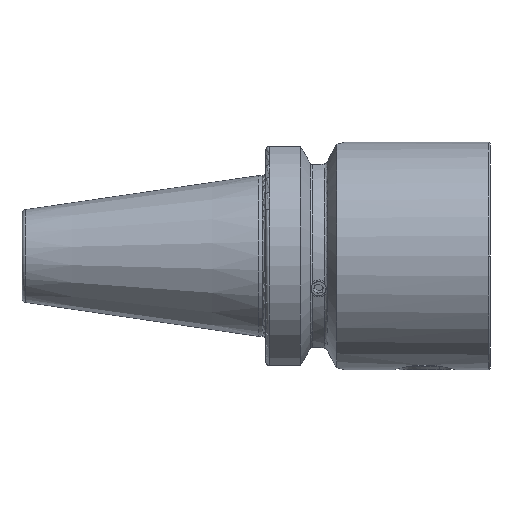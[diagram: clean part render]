
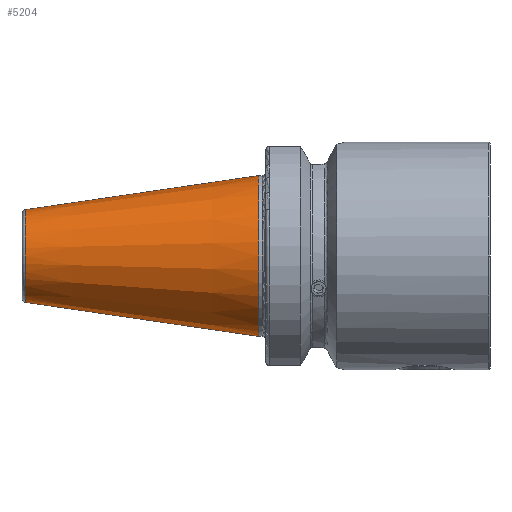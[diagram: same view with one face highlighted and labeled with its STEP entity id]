
A CAD part, front view. The second image highlights one B-rep face of the part: STEP entity #5204.
In plain terms, the highlighted conical face has half-angle 8.297 degrees and reference radius 22.225 mm.
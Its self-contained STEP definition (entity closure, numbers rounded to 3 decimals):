
#280 = ORIENTED_EDGE ( 'NONE', *, *, #6320, .F. ) ;
#472 = CARTESIAN_POINT ( 'NONE',  ( 0., 0., 22.225 ) ) ;
#599 = VERTEX_POINT ( 'NONE', #4075 ) ;
#795 = CARTESIAN_POINT ( 'NONE',  ( 0., 0., -22.225 ) ) ;
#1139 = VERTEX_POINT ( 'NONE', #1796 ) ;
#1389 = DIRECTION ( 'NONE',  ( -1., 0., 0. ) ) ;
#1582 = ORIENTED_EDGE ( 'NONE', *, *, #1914, .T. ) ;
#1667 = EDGE_CURVE ( 'NONE', #1139, #599, #4030, .T. ) ;
#1796 = CARTESIAN_POINT ( 'NONE',  ( -64.544, 0., -12.812 ) ) ;
#1857 = AXIS2_PLACEMENT_3D ( 'NONE', #5463, #2169, #6024 ) ;
#1914 = EDGE_CURVE ( 'NONE', #6716, #6200, #3163, .T. ) ;
#2034 = EDGE_LOOP ( 'NONE', ( #280, #5984, #4537, #1582 ) ) ;
#2169 = DIRECTION ( 'NONE',  ( -1., 0., 0. ) ) ;
#3163 = CIRCLE ( 'NONE', #1857, 22.225 ) ;
#3341 = AXIS2_PLACEMENT_3D ( 'NONE', #4661, #3531, #4093 ) ;
#3531 = DIRECTION ( 'NONE',  ( 1., 0., 0. ) ) ;
#3657 = VECTOR ( 'NONE', #4377, 1000. ) ;
#4030 = CIRCLE ( 'NONE', #4926, 12.812 ) ;
#4075 = CARTESIAN_POINT ( 'NONE',  ( -64.544, 0., 12.812 ) ) ;
#4093 = DIRECTION ( 'NONE',  ( 0., 0., -1. ) ) ;
#4377 = DIRECTION ( 'NONE',  ( 0.99, 0., 0.144 ) ) ;
#4537 = ORIENTED_EDGE ( 'NONE', *, *, #6916, .T. ) ;
#4619 = VECTOR ( 'NONE', #5999, 1000. ) ;
#4661 = CARTESIAN_POINT ( 'NONE',  ( 0., 0., 0. ) ) ;
#4722 = CARTESIAN_POINT ( 'NONE',  ( -64.544, 0., 0. ) ) ;
#4926 = AXIS2_PLACEMENT_3D ( 'NONE', #4722, #1389, #5246 ) ;
#5204 = ADVANCED_FACE ( 'NONE', ( #6555 ), #6383, .T. ) ;
#5246 = DIRECTION ( 'NONE',  ( 0., 0., 1. ) ) ;
#5282 = LINE ( 'NONE', #472, #3657 ) ;
#5432 = CARTESIAN_POINT ( 'NONE',  ( 0., 0., -22.225 ) ) ;
#5463 = CARTESIAN_POINT ( 'NONE',  ( 0., 0., 0. ) ) ;
#5891 = CARTESIAN_POINT ( 'NONE',  ( 0., 0., 22.225 ) ) ;
#5984 = ORIENTED_EDGE ( 'NONE', *, *, #1667, .F. ) ;
#5999 = DIRECTION ( 'NONE',  ( 0.99, 0., -0.144 ) ) ;
#6024 = DIRECTION ( 'NONE',  ( 0., 0., 1. ) ) ;
#6200 = VERTEX_POINT ( 'NONE', #5891 ) ;
#6225 = LINE ( 'NONE', #5432, #4619 ) ;
#6320 = EDGE_CURVE ( 'NONE', #599, #6200, #5282, .T. ) ;
#6383 = CONICAL_SURFACE ( 'NONE', #3341, 22.225, 0.145 ) ;
#6555 = FACE_OUTER_BOUND ( 'NONE', #2034, .T. ) ;
#6716 = VERTEX_POINT ( 'NONE', #795 ) ;
#6916 = EDGE_CURVE ( 'NONE', #1139, #6716, #6225, .T. ) ;
